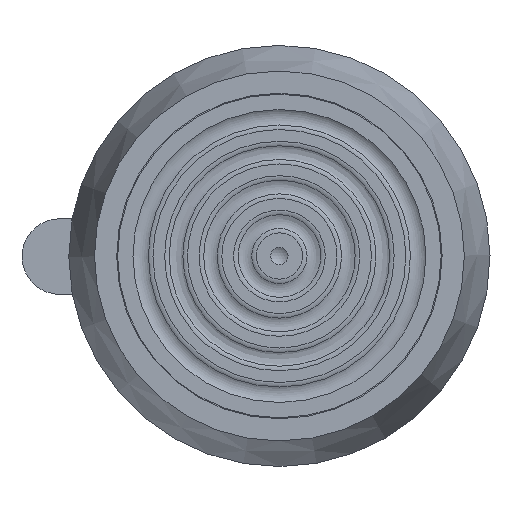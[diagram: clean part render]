
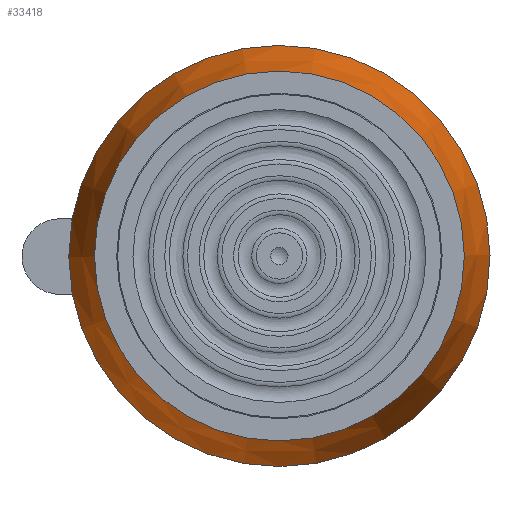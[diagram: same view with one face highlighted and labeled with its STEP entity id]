
A CAD part, left-side view. The second image highlights one B-rep face of the part: STEP entity #33418.
In plain terms, the highlighted conical face has half-angle 15 degrees and reference radius 20.66 mm.
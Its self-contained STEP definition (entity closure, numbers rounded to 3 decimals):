
#673=CONICAL_SURFACE('',#35761,20.66,0.262);
#3642=FACE_OUTER_BOUND('',#5581,.T.);
#5581=EDGE_LOOP('',(#31330,#31331,#31332,#31333));
#6354=CIRCLE('',#35735,19.321);
#6363=CIRCLE('',#35762,22.);
#10412=LINE('',#98397,#13448);
#13448=VECTOR('',#43347,20.66);
#16645=VERTEX_POINT('',#94339);
#16676=VERTEX_POINT('',#98395);
#21513=EDGE_CURVE('',#16645,#16645,#6354,.T.);
#21564=EDGE_CURVE('',#16676,#16676,#6363,.T.);
#21565=EDGE_CURVE('',#16676,#16645,#10412,.T.);
#31330=ORIENTED_EDGE('',*,*,#21564,.F.);
#31331=ORIENTED_EDGE('',*,*,#21565,.T.);
#31332=ORIENTED_EDGE('',*,*,#21513,.T.);
#31333=ORIENTED_EDGE('',*,*,#21565,.F.);
#33418=ADVANCED_FACE('',(#3642),#673,.T.);
#35735=AXIS2_PLACEMENT_3D('',#94340,#43270,#43271);
#35761=AXIS2_PLACEMENT_3D('',#98394,#43343,#43344);
#35762=AXIS2_PLACEMENT_3D('',#98396,#43345,#43346);
#43270=DIRECTION('center_axis',(1.,0.,0.));
#43271=DIRECTION('ref_axis',(0.,0.,-1.));
#43343=DIRECTION('center_axis',(1.,0.,0.));
#43344=DIRECTION('ref_axis',(0.,1.,0.));
#43345=DIRECTION('center_axis',(1.,0.,0.));
#43346=DIRECTION('ref_axis',(0.,0.,-1.));
#43347=DIRECTION('',(-0.966,0.259,0.));
#94339=CARTESIAN_POINT('',(-38.,-19.321,0.));
#94340=CARTESIAN_POINT('Origin',(-38.,0.,0.));
#98394=CARTESIAN_POINT('Origin',(-33.,0.,0.));
#98395=CARTESIAN_POINT('',(-28.,-22.,0.));
#98396=CARTESIAN_POINT('Origin',(-28.,0.,0.));
#98397=CARTESIAN_POINT('',(-33.,-20.66,0.));
